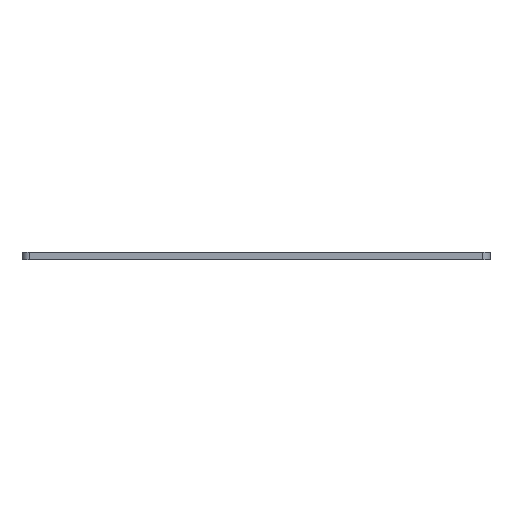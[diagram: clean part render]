
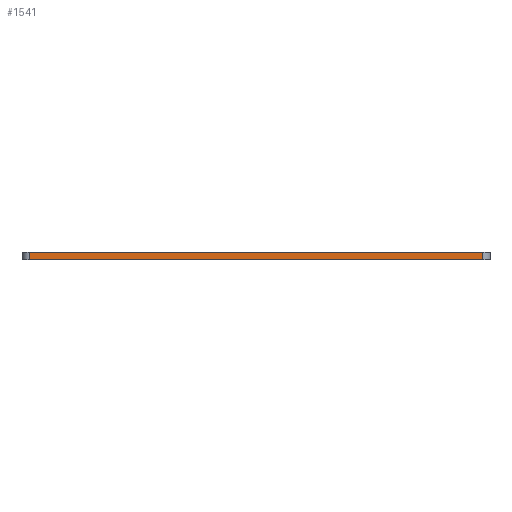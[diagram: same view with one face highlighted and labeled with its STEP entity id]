
A CAD part, left-side view. The second image highlights one B-rep face of the part: STEP entity #1541.
In plain terms, the highlighted planar face has unit normal (-1, 0, 0).
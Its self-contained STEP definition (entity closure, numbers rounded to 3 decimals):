
#110=PLANE('',#1709);
#181=FACE_OUTER_BOUND('',#253,.T.);
#253=EDGE_LOOP('',(#1283,#1284,#1285,#1286));
#447=LINE('',#2566,#573);
#448=LINE('',#2569,#574);
#449=LINE('',#2571,#575);
#450=LINE('',#2572,#576);
#573=VECTOR('',#2139,10.);
#574=VECTOR('',#2142,10.);
#575=VECTOR('',#2143,10.);
#576=VECTOR('',#2144,10.);
#797=VERTEX_POINT('',#2562);
#798=VERTEX_POINT('',#2564);
#799=VERTEX_POINT('',#2568);
#800=VERTEX_POINT('',#2570);
#1005=EDGE_CURVE('',#797,#798,#447,.T.);
#1006=EDGE_CURVE('',#797,#799,#448,.T.);
#1007=EDGE_CURVE('',#800,#798,#449,.T.);
#1008=EDGE_CURVE('',#799,#800,#450,.T.);
#1283=ORIENTED_EDGE('',*,*,#1006,.F.);
#1284=ORIENTED_EDGE('',*,*,#1005,.T.);
#1285=ORIENTED_EDGE('',*,*,#1007,.F.);
#1286=ORIENTED_EDGE('',*,*,#1008,.F.);
#1541=ADVANCED_FACE('',(#181),#110,.T.);
#1709=AXIS2_PLACEMENT_3D('',#2567,#2140,#2141);
#2139=DIRECTION('',(0.,0.,1.));
#2140=DIRECTION('center_axis',(-1.,0.,0.));
#2141=DIRECTION('ref_axis',(0.,-1.,0.));
#2142=DIRECTION('',(0.,1.,0.));
#2143=DIRECTION('',(0.,-1.,0.));
#2144=DIRECTION('',(0.,0.,1.));
#2562=CARTESIAN_POINT('',(-50.746,-62.402,0.));
#2564=CARTESIAN_POINT('',(-50.746,-62.402,2.));
#2566=CARTESIAN_POINT('',(-50.746,-62.402,0.));
#2567=CARTESIAN_POINT('Origin',(-50.746,62.1,0.));
#2568=CARTESIAN_POINT('',(-50.746,62.1,0.));
#2569=CARTESIAN_POINT('',(-50.746,-62.402,0.));
#2570=CARTESIAN_POINT('',(-50.746,62.1,2.));
#2571=CARTESIAN_POINT('',(-50.746,-62.402,2.));
#2572=CARTESIAN_POINT('',(-50.746,62.1,0.));
